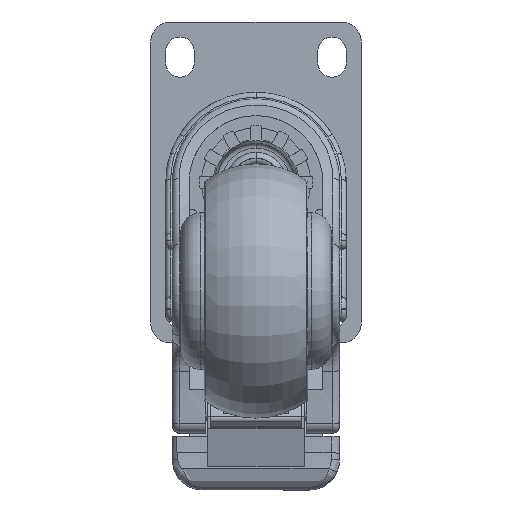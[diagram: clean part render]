
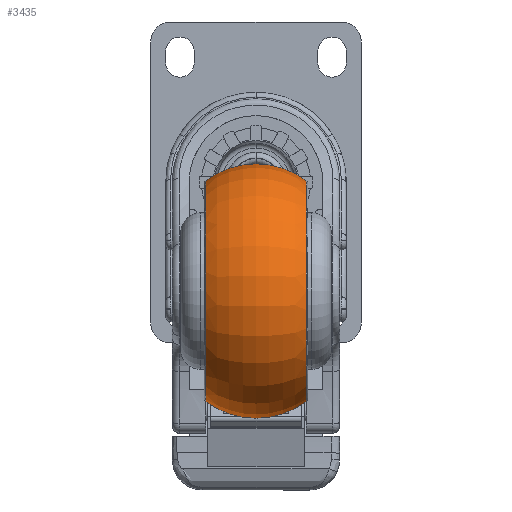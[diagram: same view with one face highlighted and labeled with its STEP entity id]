
A CAD part, front view. The second image highlights one B-rep face of the part: STEP entity #3435.
In plain terms, the highlighted toroidal (fillet/blend) face has major radius 13 mm and minor radius 25 mm.
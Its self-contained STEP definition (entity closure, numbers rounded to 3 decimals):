
#755 = CIRCLE ( 'NONE', #3492, 25. ) ;
#945 = AXIS2_PLACEMENT_3D ( 'NONE', #19277, #4642, #11160 ) ;
#1344 = CARTESIAN_POINT ( 'NONE',  ( 0., 0., 13. ) ) ;
#1942 = CARTESIAN_POINT ( 'NONE',  ( -15.104, 0., 0. ) ) ;
#2383 = EDGE_LOOP ( 'NONE', ( #6592, #11914, #10212, #20480 ) ) ;
#2945 = CARTESIAN_POINT ( 'NONE',  ( 0., 0., -13. ) ) ;
#2979 = VERTEX_POINT ( 'NONE', #8626 ) ;
#3435 = ADVANCED_FACE ( 'NONE', ( #20879 ), #19368, .T. ) ;
#3492 = AXIS2_PLACEMENT_3D ( 'NONE', #2945, #9458, #15965 ) ;
#4642 = DIRECTION ( 'NONE',  ( 1., 0., 0. ) ) ;
#5358 = DIRECTION ( 'NONE',  ( 1., 0., 0. ) ) ;
#6592 = ORIENTED_EDGE ( 'NONE', *, *, #12814, .F. ) ;
#7850 = DIRECTION ( 'NONE',  ( 0., 1., 0. ) ) ;
#8452 = DIRECTION ( 'NONE',  ( 1., 0., 0. ) ) ;
#8486 = VERTEX_POINT ( 'NONE', #17928 ) ;
#8626 = CARTESIAN_POINT ( 'NONE',  ( -15.104, 0., -32.921 ) ) ;
#9158 = CIRCLE ( 'NONE', #21091, 32.921 ) ;
#9242 = VERTEX_POINT ( 'NONE', #13242 ) ;
#9458 = DIRECTION ( 'NONE',  ( 0., -1., 0. ) ) ;
#10060 = CIRCLE ( 'NONE', #15508, 32.921 ) ;
#10212 = ORIENTED_EDGE ( 'NONE', *, *, #11608, .T. ) ;
#11160 = DIRECTION ( 'NONE',  ( 0., 0., -1. ) ) ;
#11608 = EDGE_CURVE ( 'NONE', #2979, #9242, #755, .T. ) ;
#11854 = DIRECTION ( 'NONE',  ( 0., 0., -1. ) ) ;
#11914 = ORIENTED_EDGE ( 'NONE', *, *, #16220, .T. ) ;
#12587 = AXIS2_PLACEMENT_3D ( 'NONE', #1344, #7850, #14370 ) ;
#12814 = EDGE_CURVE ( 'NONE', #8486, #13742, #18048, .T. ) ;
#13242 = CARTESIAN_POINT ( 'NONE',  ( 15.104, 0., -32.921 ) ) ;
#13742 = VERTEX_POINT ( 'NONE', #19852 ) ;
#14370 = DIRECTION ( 'NONE',  ( 0., 0., 1. ) ) ;
#14964 = DIRECTION ( 'NONE',  ( 0., 0., -1. ) ) ;
#14998 = EDGE_CURVE ( 'NONE', #13742, #9242, #10060, .T. ) ;
#15508 = AXIS2_PLACEMENT_3D ( 'NONE', #19989, #5358, #11854 ) ;
#15965 = DIRECTION ( 'NONE',  ( 0., 0., -1. ) ) ;
#16220 = EDGE_CURVE ( 'NONE', #8486, #2979, #9158, .T. ) ;
#17928 = CARTESIAN_POINT ( 'NONE',  ( -15.104, 0., 32.921 ) ) ;
#18048 = CIRCLE ( 'NONE', #12587, 25. ) ;
#19277 = CARTESIAN_POINT ( 'NONE',  ( 0., 0., 0. ) ) ;
#19368 = TOROIDAL_SURFACE ( 'NONE', #945, 13., 25. ) ;
#19852 = CARTESIAN_POINT ( 'NONE',  ( 15.104, 0., 32.921 ) ) ;
#19989 = CARTESIAN_POINT ( 'NONE',  ( 15.104, 0., 0. ) ) ;
#20480 = ORIENTED_EDGE ( 'NONE', *, *, #14998, .F. ) ;
#20879 = FACE_OUTER_BOUND ( 'NONE', #2383, .T. ) ;
#21091 = AXIS2_PLACEMENT_3D ( 'NONE', #1942, #8452, #14964 ) ;
